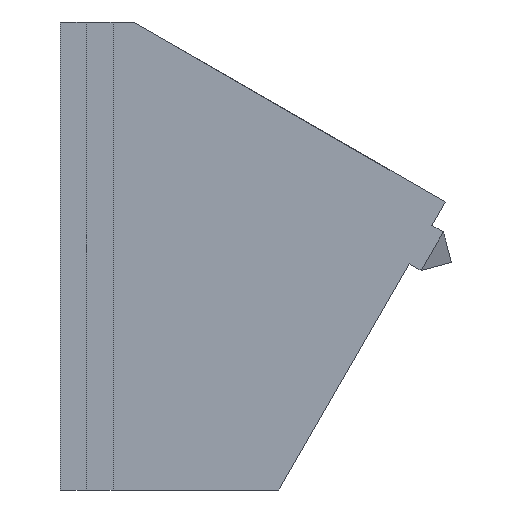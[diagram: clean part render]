
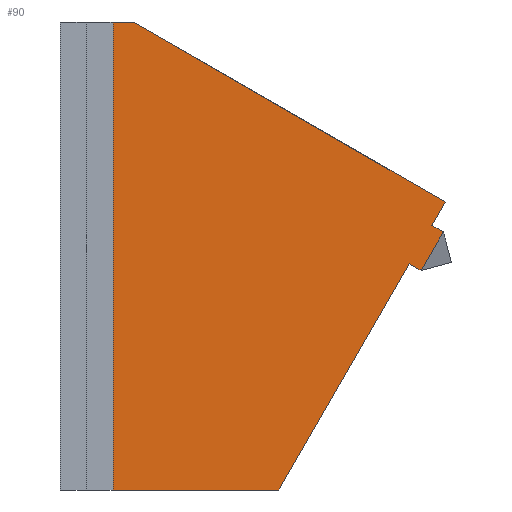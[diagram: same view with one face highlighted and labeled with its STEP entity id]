
A CAD part, front view. The second image highlights one B-rep face of the part: STEP entity #90.
In plain terms, the highlighted planar face has unit normal (0, -1, 0).
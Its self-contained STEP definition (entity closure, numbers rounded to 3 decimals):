
#90 = ADVANCED_FACE( '', ( #136 ), #137, .T. );
#136 = FACE_OUTER_BOUND( '', #198, .T. );
#137 = PLANE( '', #199 );
#198 = EDGE_LOOP( '', ( #354, #355, #356, #357, #358, #359, #360, #361, #362 ) );
#199 = AXIS2_PLACEMENT_3D( '', #363, #364, #365 );
#354 = ORIENTED_EDGE( '', *, *, #520, .F. );
#355 = ORIENTED_EDGE( '', *, *, #523, .T. );
#356 = ORIENTED_EDGE( '', *, *, #524, .T. );
#357 = ORIENTED_EDGE( '', *, *, #479, .T. );
#358 = ORIENTED_EDGE( '', *, *, #525, .T. );
#359 = ORIENTED_EDGE( '', *, *, #503, .T. );
#360 = ORIENTED_EDGE( '', *, *, #526, .F. );
#361 = ORIENTED_EDGE( '', *, *, #527, .T. );
#362 = ORIENTED_EDGE( '', *, *, #471, .T. );
#363 = CARTESIAN_POINT( '', ( 0., -7.5, 52.5 ) );
#364 = DIRECTION( '', ( 0., -1., 0. ) );
#365 = DIRECTION( '', ( 0., 0., -1. ) );
#471 = EDGE_CURVE( '', #548, #545, #549, .T. );
#479 = EDGE_CURVE( '', #564, #562, #565, .T. );
#503 = EDGE_CURVE( '', #582, #607, #609, .T. );
#520 = EDGE_CURVE( '', #631, #545, #633, .T. );
#523 = EDGE_CURVE( '', #631, #637, #638, .T. );
#524 = EDGE_CURVE( '', #637, #564, #639, .T. );
#525 = EDGE_CURVE( '', #562, #582, #640, .T. );
#526 = EDGE_CURVE( '', #641, #607, #642, .T. );
#527 = EDGE_CURVE( '', #641, #548, #643, .T. );
#545 = VERTEX_POINT( '', #667 );
#548 = VERTEX_POINT( '', #671 );
#549 = LINE( '', #672, #673 );
#562 = VERTEX_POINT( '', #692 );
#564 = VERTEX_POINT( '', #695 );
#565 = LINE( '', #696, #697 );
#582 = VERTEX_POINT( '', #724 );
#607 = VERTEX_POINT( '', #760 );
#609 = LINE( '', #763, #764 );
#631 = VERTEX_POINT( '', #801 );
#633 = LINE( '', #804, #805 );
#637 = VERTEX_POINT( '', #811 );
#638 = LINE( '', #812, #813 );
#639 = LINE( '', #814, #815 );
#640 = LINE( '', #816, #817 );
#641 = VERTEX_POINT( '', #818 );
#642 = LINE( '', #819, #820 );
#643 = LINE( '', #821, #822 );
#667 = CARTESIAN_POINT( '', ( 39.151, -7.5, 25.376 ) );
#671 = CARTESIAN_POINT( '', ( 24.5, -7.5, 0. ) );
#672 = CARTESIAN_POINT( '', ( 24.5, -7.5, 0. ) );
#673 = VECTOR( '', #862, 1000. );
#692 = CARTESIAN_POINT( '', ( 43.151, -7.5, 32.304 ) );
#695 = CARTESIAN_POINT( '', ( 41.651, -7.5, 29.706 ) );
#696 = CARTESIAN_POINT( '', ( 24.5, -7.5, 0. ) );
#697 = VECTOR( '', #870, 1000. );
#724 = CARTESIAN_POINT( '', ( 8.17, -7.5, 52.5 ) );
#760 = CARTESIAN_POINT( '', ( 5.9, -7.5, 52.5 ) );
#763 = CARTESIAN_POINT( '', ( 8.17, -7.5, 52.5 ) );
#764 = VECTOR( '', #896, 1000. );
#801 = CARTESIAN_POINT( '', ( 40.45, -7.5, 24.626 ) );
#804 = CARTESIAN_POINT( '', ( 42.615, -7.5, 23.376 ) );
#805 = VECTOR( '', #913, 1000. );
#811 = CARTESIAN_POINT( '', ( 42.95, -7.5, 28.956 ) );
#812 = CARTESIAN_POINT( '', ( 42.95, -7.5, 28.956 ) );
#813 = VECTOR( '', #916, 1000. );
#814 = CARTESIAN_POINT( '', ( 45.115, -7.5, 27.706 ) );
#815 = VECTOR( '', #917, 1000. );
#816 = CARTESIAN_POINT( '', ( 8.17, -7.5, 52.5 ) );
#817 = VECTOR( '', #918, 1000. );
#818 = CARTESIAN_POINT( '', ( 5.9, -7.5, 0. ) );
#819 = CARTESIAN_POINT( '', ( 5.9, -7.5, 0. ) );
#820 = VECTOR( '', #919, 1000. );
#821 = CARTESIAN_POINT( '', ( 0., -7.5, 0. ) );
#822 = VECTOR( '', #920, 1000. );
#862 = DIRECTION( '', ( 0.5, 0., 0.866 ) );
#870 = DIRECTION( '', ( 0.5, 0., 0.866 ) );
#896 = DIRECTION( '', ( -1., 0., 0. ) );
#913 = DIRECTION( '', ( -0.866, 0., 0.5 ) );
#916 = DIRECTION( '', ( 0.5, 0., 0.866 ) );
#917 = DIRECTION( '', ( -0.866, 0., 0.5 ) );
#918 = DIRECTION( '', ( -0.866, 0., 0.5 ) );
#919 = DIRECTION( '', ( 0., 0., 1. ) );
#920 = DIRECTION( '', ( 1., 0., 0. ) );
